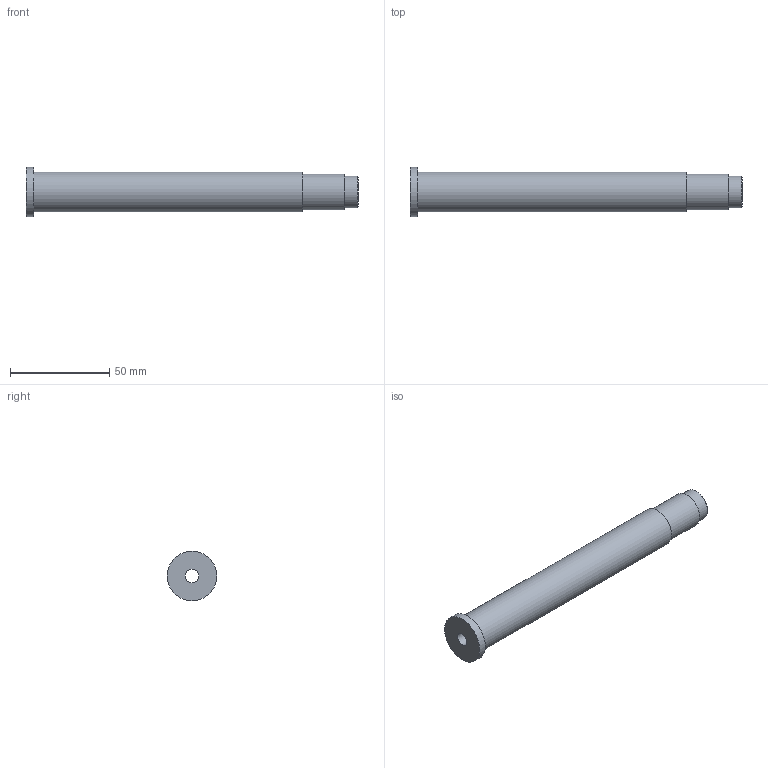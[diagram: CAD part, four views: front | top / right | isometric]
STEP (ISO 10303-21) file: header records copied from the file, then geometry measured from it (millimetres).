
FILE_DESCRIPTION(/* description */ (''),/* implementation_level */ '2;1');
FILE_NAME(/* name */ 'axe.stp',/* time_stamp */ '2020-07-29T14:10:14+02:00',/* author */ ('ROC'),/* organization */ ('ALMA'),/* preprocessor_version */ 'ST-DEVELOPER v18',/* originating_system */ 'Autodesk Inventor 2020',/* authorisation */ '');
FILE_SCHEMA (('AUTOMOTIVE_DESIGN { 1 0 10303 214 3 1 1 }'));
Length unit declared in the file: millimetre
Products named in the file (1): axe
Bounding box: 167 x 25 x 25 mm (x, y, z)
Volume: 49963.5 mm3; surface area: 11982.3 mm2
Topology: 1 solids, 1 shells, 14 faces, 36 edges, 27 vertices
Faces by surface type: cylinder 6, plane 5, cone 3
Full cylindrical faces by diameter (mm): 6.647 x2, 16 x1, 18 x1, 20 x1, 25 x1
Entity records: 488 total; most frequent: DIRECTION 89, CARTESIAN_POINT 76, ORIENTED_EDGE 68, AXIS2_PLACEMENT_3D 40, EDGE_CURVE 34, VERTEX_POINT 27, CIRCLE 25, EDGE_LOOP 19
